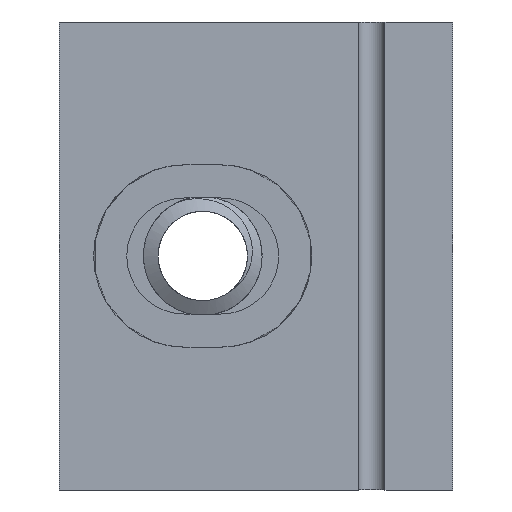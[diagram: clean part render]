
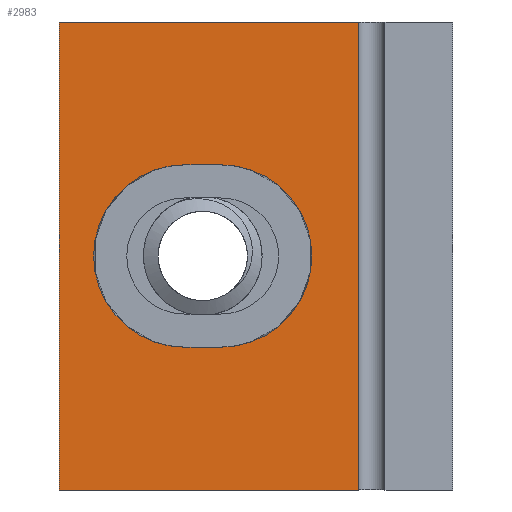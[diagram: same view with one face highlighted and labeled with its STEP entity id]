
A CAD part, front view. The second image highlights one B-rep face of the part: STEP entity #2983.
In plain terms, the highlighted planar face has unit normal (0, -1, 0).
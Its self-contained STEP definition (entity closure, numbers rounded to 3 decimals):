
#101 = LINE ( 'NONE', #2989, #127 ) ;
#127 = VECTOR ( 'NONE', #1386, 1000. ) ;
#196 = LINE ( 'NONE', #570, #3869 ) ;
#223 = EDGE_CURVE ( 'NONE', #5223, #678, #196, .T. ) ;
#271 = LINE ( 'NONE', #4239, #1015 ) ;
#397 = CARTESIAN_POINT ( 'NONE',  ( 11., -11.1, -13.097 ) ) ;
#563 = ORIENTED_EDGE ( 'NONE', *, *, #1740, .F. ) ;
#570 = CARTESIAN_POINT ( 'NONE',  ( 11., -11.1, 13.097 ) ) ;
#645 = EDGE_LOOP ( 'NONE', ( #4712, #1749, #2485, #1637 ) ) ;
#672 = LINE ( 'NONE', #1874, #2503 ) ;
#678 = VERTEX_POINT ( 'NONE', #872 ) ;
#679 = CARTESIAN_POINT ( 'NONE',  ( -2., -11.1, 0. ) ) ;
#731 = EDGE_CURVE ( 'NONE', #4764, #1295, #5100, .T. ) ;
#847 = CARTESIAN_POINT ( 'NONE',  ( -4., -11.1, 0. ) ) ;
#872 = CARTESIAN_POINT ( 'NONE',  ( 5.7, -11.1, 13.097 ) ) ;
#907 = CARTESIAN_POINT ( 'NONE',  ( -11.039, -11.1, 13.097 ) ) ;
#916 = CARTESIAN_POINT ( 'NONE',  ( -11.039, -11.1, -13.097 ) ) ;
#1015 = VECTOR ( 'NONE', #5151, 1000. ) ;
#1241 = FACE_BOUND ( 'NONE', #1361, .T. ) ;
#1295 = VERTEX_POINT ( 'NONE', #1486 ) ;
#1356 = VERTEX_POINT ( 'NONE', #1906 ) ;
#1361 = EDGE_LOOP ( 'NONE', ( #3721, #2565, #563, #1414 ) ) ;
#1386 = DIRECTION ( 'NONE',  ( -1., 0., 0. ) ) ;
#1414 = ORIENTED_EDGE ( 'NONE', *, *, #731, .F. ) ;
#1481 = AXIS2_PLACEMENT_3D ( 'NONE', #3695, #3083, #5029 ) ;
#1486 = CARTESIAN_POINT ( 'NONE',  ( -4., -11.1, -5.109 ) ) ;
#1514 = CARTESIAN_POINT ( 'NONE',  ( -4., -11.1, 5.109 ) ) ;
#1528 = VECTOR ( 'NONE', #1550, 1000. ) ;
#1550 = DIRECTION ( 'NONE',  ( 1., 0., 0. ) ) ;
#1637 = ORIENTED_EDGE ( 'NONE', *, *, #3155, .T. ) ;
#1734 = VECTOR ( 'NONE', #4591, 1000. ) ;
#1740 = EDGE_CURVE ( 'NONE', #1295, #3816, #672, .T. ) ;
#1749 = ORIENTED_EDGE ( 'NONE', *, *, #3845, .T. ) ;
#1856 = VERTEX_POINT ( 'NONE', #4063 ) ;
#1858 = AXIS2_PLACEMENT_3D ( 'NONE', #847, #3334, #2472 ) ;
#1870 = CARTESIAN_POINT ( 'NONE',  ( -2., -11.1, -5.109 ) ) ;
#1874 = CARTESIAN_POINT ( 'NONE',  ( -4., -11.1, -5.109 ) ) ;
#1906 = CARTESIAN_POINT ( 'NONE',  ( -2., -11.1, 5.109 ) ) ;
#2295 = EDGE_CURVE ( 'NONE', #1356, #4764, #101, .T. ) ;
#2472 = DIRECTION ( 'NONE',  ( 0., 0., 1. ) ) ;
#2485 = ORIENTED_EDGE ( 'NONE', *, *, #223, .F. ) ;
#2503 = VECTOR ( 'NONE', #3082, 1000. ) ;
#2565 = ORIENTED_EDGE ( 'NONE', *, *, #5120, .F. ) ;
#2623 = DIRECTION ( 'NONE',  ( 1., 0., 0. ) ) ;
#2738 = DIRECTION ( 'NONE',  ( 0., -1., 0. ) ) ;
#2872 = FACE_OUTER_BOUND ( 'NONE', #645, .T. ) ;
#2946 = LINE ( 'NONE', #3768, #1734 ) ;
#2983 = ADVANCED_FACE ( 'NONE', ( #1241, #2872 ), #4494, .F. ) ;
#2989 = CARTESIAN_POINT ( 'NONE',  ( -2., -11.1, 5.109 ) ) ;
#3082 = DIRECTION ( 'NONE',  ( 1., 0., 0. ) ) ;
#3083 = DIRECTION ( 'NONE',  ( 0., 1., 0. ) ) ;
#3155 = EDGE_CURVE ( 'NONE', #5223, #3274, #2946, .T. ) ;
#3261 = AXIS2_PLACEMENT_3D ( 'NONE', #679, #2738, #4362 ) ;
#3274 = VERTEX_POINT ( 'NONE', #916 ) ;
#3334 = DIRECTION ( 'NONE',  ( 0., -1., 0. ) ) ;
#3602 = CIRCLE ( 'NONE', #3261, 5.109 ) ;
#3695 = CARTESIAN_POINT ( 'NONE',  ( 11., -11.1, 13. ) ) ;
#3721 = ORIENTED_EDGE ( 'NONE', *, *, #2295, .F. ) ;
#3768 = CARTESIAN_POINT ( 'NONE',  ( -11.039, -11.1, 13. ) ) ;
#3816 = VERTEX_POINT ( 'NONE', #1870 ) ;
#3845 = EDGE_CURVE ( 'NONE', #1856, #678, #271, .T. ) ;
#3869 = VECTOR ( 'NONE', #2623, 1000. ) ;
#3921 = EDGE_CURVE ( 'NONE', #3274, #1856, #4782, .T. ) ;
#4063 = CARTESIAN_POINT ( 'NONE',  ( 5.7, -11.1, -13.097 ) ) ;
#4239 = CARTESIAN_POINT ( 'NONE',  ( 5.7, -11.1, -13. ) ) ;
#4362 = DIRECTION ( 'NONE',  ( 0., 0., 1. ) ) ;
#4494 = PLANE ( 'NONE',  #1481 ) ;
#4591 = DIRECTION ( 'NONE',  ( 0., 0., -1. ) ) ;
#4712 = ORIENTED_EDGE ( 'NONE', *, *, #3921, .T. ) ;
#4764 = VERTEX_POINT ( 'NONE', #1514 ) ;
#4782 = LINE ( 'NONE', #397, #1528 ) ;
#5029 = DIRECTION ( 'NONE',  ( 0., 0., 1. ) ) ;
#5100 = CIRCLE ( 'NONE', #1858, 5.109 ) ;
#5120 = EDGE_CURVE ( 'NONE', #3816, #1356, #3602, .T. ) ;
#5151 = DIRECTION ( 'NONE',  ( 0., 0., 1. ) ) ;
#5223 = VERTEX_POINT ( 'NONE', #907 ) ;
